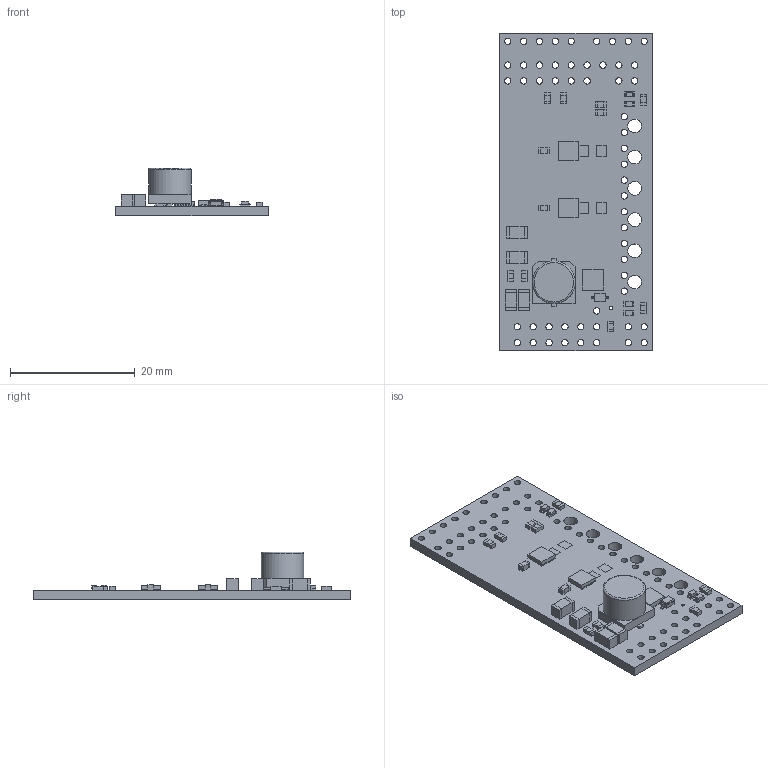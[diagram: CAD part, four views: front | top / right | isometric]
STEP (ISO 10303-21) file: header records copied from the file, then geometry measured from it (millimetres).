
FILE_DESCRIPTION (( 'STEP AP214' ), '1' );
FILE_NAME ('dual-max14870-motor-driver-shield-for-arduino.step', '2018-03-29T19:24:25', ( '' ), ( '' ), 'SwSTEP 2.0', 'SolidWorks 2016', '' );
FILE_SCHEMA (( 'AUTOMOTIVE_DESIGN' ));
Length unit declared in the file: millimetre
Products named in the file (1): dual-max14870-motor-driver-shield-for-arduino
Bounding box: 24.38 x 50.8 x 7.67 mm (x, y, z)
Volume: 2153.4 mm3; surface area: 3353.3 mm2
Topology: 1 solids, 1 shells, 995 faces, 2758 edges, 1802 vertices
Faces by surface type: plane 742, bspline 163, cylinder 89, torus 1
Full cylindrical faces by diameter (mm): 0.508 x1, 1.016 x55, 2.184 x6, 6.8 x1
Entity records: 47871 total; most frequent: CARTESIAN_POINT 12527, ORIENTED_EDGE 5388, DIRECTION 4116, EDGE_CURVE 2694, LINE 2150, VECTOR 2150, VERTEX_POINT 1802, EDGE_LOOP 1288
